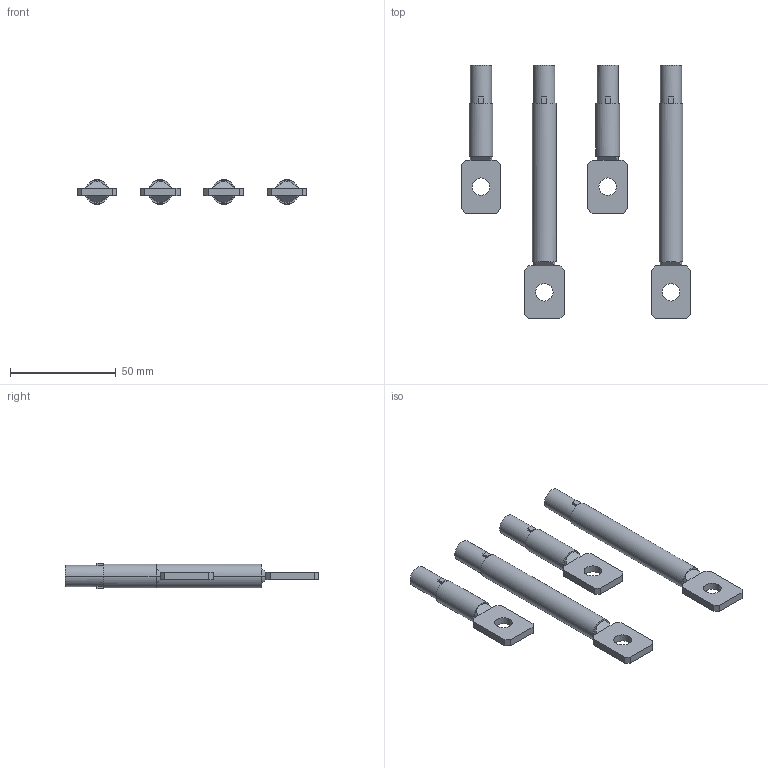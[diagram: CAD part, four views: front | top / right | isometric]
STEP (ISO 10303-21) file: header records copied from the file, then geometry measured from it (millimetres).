
FILE_DESCRIPTION(('CATIA V5 STEP Exchange'),'2;1');
FILE_NAME('1SDH001295R0313_1PA_001_00_XT2_4P_FIXED_R_SUP.stp','2014-11-11T15:26:26+00:00',('none'),('none'),'CATIA Version 5 Release 20 SP 1 (IN-10)','CATIA V5 STEP AP214','none');
FILE_SCHEMA(('AUTOMOTIVE_DESIGN { 1 0 10303 214 1 1 1 1 }'));
Length unit declared in the file: millimetre
Products named in the file (1): 1SDH001295R0313_1PA_001_00_XT2_4P_FIXED_R_SUP
Bounding box: 108.8 x 120 x 12 mm (x, y, z)
Volume: 31876.2 mm3; surface area: 14965.2 mm2
Topology: 4 solids, 4 shells, 156 faces, 384 edges, 240 vertices
Faces by surface type: plane 108, cylinder 48
Entity records: 4250 total; most frequent: CARTESIAN_POINT 933, ORIENTED_EDGE 768, DIRECTION 496, EDGE_CURVE 384, VECTOR 240, LINE 240, VERTEX_POINT 240, AXIS2_PLACEMENT_3D 189
